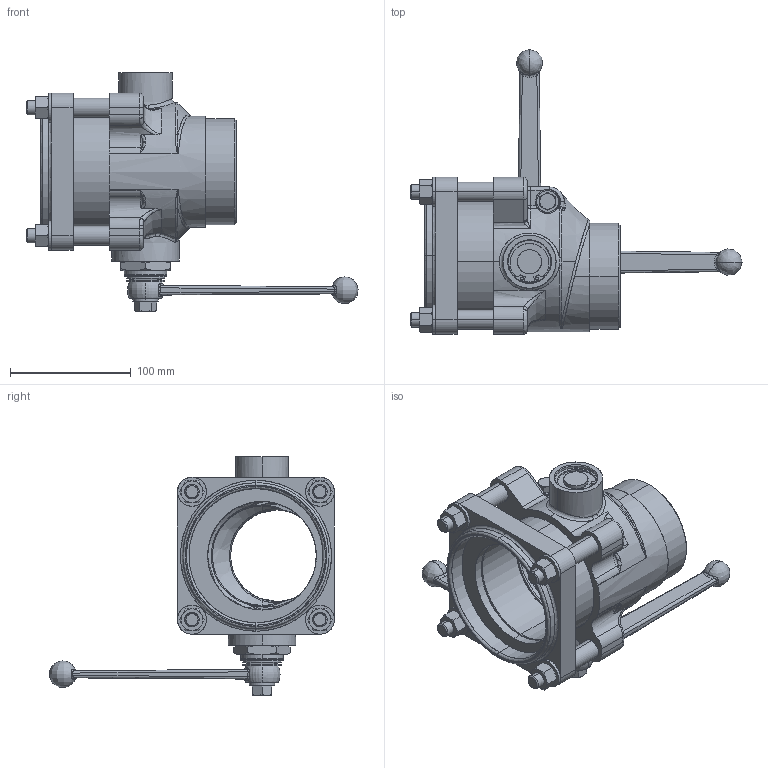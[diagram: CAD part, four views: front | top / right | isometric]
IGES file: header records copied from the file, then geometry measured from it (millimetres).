
Start section: SolidWorks IGES file using analytic representation for surfaces
Global section: file name: SGAV100GKL_251897.IGS; native system: SolidWorks 2010; preprocessor: SolidWorks 2010; author: LarsenR; date: 120924.080631; units: millimetre
Bounding box: 275.01 x 235.97 x 197.6 mm (x, y, z)
Surface area: 198239.2 mm2 (no closed solid volume)
Topology: 0 solids, 0 shells, 913 faces, 14427 edges, 14412 vertices
Faces by surface type: bspline 655, revolution 258
